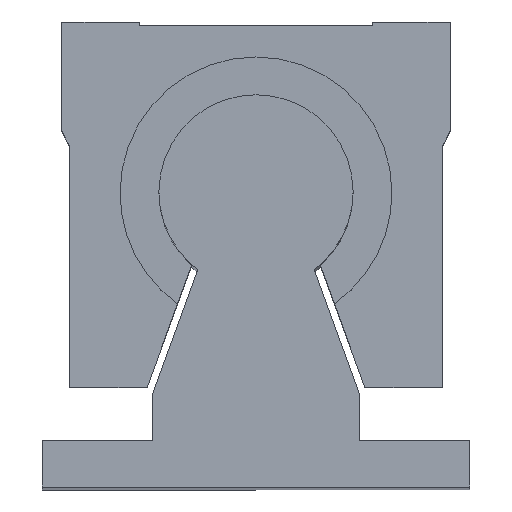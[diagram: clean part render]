
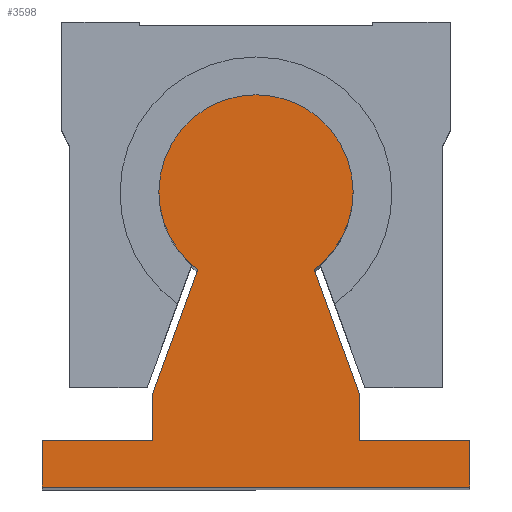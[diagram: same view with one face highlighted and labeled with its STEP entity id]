
A CAD part, top view. The second image highlights one B-rep face of the part: STEP entity #3598.
In plain terms, the highlighted planar face has unit normal (0, 0, 1).
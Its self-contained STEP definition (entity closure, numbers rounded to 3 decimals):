
#155 = EDGE_CURVE ( 'NONE', #2955, #1105, #11179, .T. ) ;
#188 = CARTESIAN_POINT ( 'NONE',  ( 27.5, -59.5, 110. ) ) ;
#387 = CARTESIAN_POINT ( 'NONE',  ( -7.481, -31.514, 110. ) ) ;
#579 = DIRECTION ( 'NONE',  ( 0., 0., 1. ) ) ;
#917 = CARTESIAN_POINT ( 'NONE',  ( 7.481, -31.514, 110. ) ) ;
#958 = ORIENTED_EDGE ( 'NONE', *, *, #1337, .T. ) ;
#993 = DIRECTION ( 'NONE',  ( -1., 0., 0. ) ) ;
#1105 = VERTEX_POINT ( 'NONE', #8221 ) ;
#1121 = CARTESIAN_POINT ( 'NONE',  ( 27.5, -59.5, 110. ) ) ;
#1211 = VECTOR ( 'NONE', #5092, 1000. ) ;
#1337 = EDGE_CURVE ( 'NONE', #8692, #2475, #11976, .T. ) ;
#1382 = LINE ( 'NONE', #8779, #11851 ) ;
#1575 = CIRCLE ( 'NONE', #8247, 12.5 ) ;
#2123 = ORIENTED_EDGE ( 'NONE', *, *, #13997, .T. ) ;
#2134 = CARTESIAN_POINT ( 'NONE',  ( -27.5, -53.5, 110. ) ) ;
#2141 = LINE ( 'NONE', #917, #14430 ) ;
#2180 = VERTEX_POINT ( 'NONE', #10589 ) ;
#2301 = VERTEX_POINT ( 'NONE', #11943 ) ;
#2475 = VERTEX_POINT ( 'NONE', #3119 ) ;
#2744 = VERTEX_POINT ( 'NONE', #14081 ) ;
#2955 = VERTEX_POINT ( 'NONE', #5557 ) ;
#3022 = VERTEX_POINT ( 'NONE', #15115 ) ;
#3119 = CARTESIAN_POINT ( 'NONE',  ( -7.481, -31.514, 110. ) ) ;
#3336 = DIRECTION ( 'NONE',  ( 0., 0., 1. ) ) ;
#3514 = ORIENTED_EDGE ( 'NONE', *, *, #10858, .T. ) ;
#3598 = ADVANCED_FACE ( 'NONE', ( #8003 ), #8156, .F. ) ;
#3923 = CARTESIAN_POINT ( 'NONE',  ( -12.5, -21.5, 110. ) ) ;
#4005 = DIRECTION ( 'NONE',  ( -0.342, -0.94, 0. ) ) ;
#4033 = DIRECTION ( 'NONE',  ( -1., 0., 0. ) ) ;
#4320 = EDGE_CURVE ( 'NONE', #10120, #2955, #11393, .T. ) ;
#4504 = ORIENTED_EDGE ( 'NONE', *, *, #5433, .T. ) ;
#4859 = VECTOR ( 'NONE', #11670, 1000. ) ;
#4991 = ORIENTED_EDGE ( 'NONE', *, *, #14676, .T. ) ;
#5092 = DIRECTION ( 'NONE',  ( 1., 0., 0. ) ) ;
#5345 = LINE ( 'NONE', #9046, #4859 ) ;
#5433 = EDGE_CURVE ( 'NONE', #2475, #2180, #14920, .T. ) ;
#5455 = VERTEX_POINT ( 'NONE', #12746 ) ;
#5468 = ORIENTED_EDGE ( 'NONE', *, *, #4320, .T. ) ;
#5557 = CARTESIAN_POINT ( 'NONE',  ( -27.5, -59.5, 110. ) ) ;
#5565 = CARTESIAN_POINT ( 'NONE',  ( 13.3, -53.5, 110. ) ) ;
#5621 = AXIS2_PLACEMENT_3D ( 'NONE', #14142, #579, #12859 ) ;
#5696 = CARTESIAN_POINT ( 'NONE',  ( -13.3, -53.5, 110. ) ) ;
#5741 = CARTESIAN_POINT ( 'NONE',  ( 7.481, -31.514, 110. ) ) ;
#5912 = VECTOR ( 'NONE', #14464, 1000. ) ;
#6448 = LINE ( 'NONE', #5696, #7262 ) ;
#6948 = EDGE_CURVE ( 'NONE', #1105, #2301, #10750, .T. ) ;
#7069 = VERTEX_POINT ( 'NONE', #15244 ) ;
#7131 = ORIENTED_EDGE ( 'NONE', *, *, #6948, .T. ) ;
#7262 = VECTOR ( 'NONE', #14119, 1000. ) ;
#8003 = FACE_OUTER_BOUND ( 'NONE', #9612, .T. ) ;
#8156 = PLANE ( 'NONE',  #10529 ) ;
#8221 = CARTESIAN_POINT ( 'NONE',  ( 27.5, -59.5, 110. ) ) ;
#8247 = AXIS2_PLACEMENT_3D ( 'NONE', #12379, #14949, #4033 ) ;
#8360 = ORIENTED_EDGE ( 'NONE', *, *, #8527, .T. ) ;
#8409 = AXIS2_PLACEMENT_3D ( 'NONE', #9435, #3336, #993 ) ;
#8527 = EDGE_CURVE ( 'NONE', #2744, #7069, #9573, .T. ) ;
#8692 = VERTEX_POINT ( 'NONE', #3923 ) ;
#8779 = CARTESIAN_POINT ( 'NONE',  ( -27.5, -53.5, 110. ) ) ;
#9006 = EDGE_CURVE ( 'NONE', #5455, #8692, #15104, .T. ) ;
#9046 = CARTESIAN_POINT ( 'NONE',  ( 27.5, -53.5, 110. ) ) ;
#9089 = DIRECTION ( 'NONE',  ( 0., -1., 0. ) ) ;
#9435 = CARTESIAN_POINT ( 'NONE',  ( 0., -21.5, 110. ) ) ;
#9470 = VECTOR ( 'NONE', #9089, 1000. ) ;
#9573 = LINE ( 'NONE', #5565, #5912 ) ;
#9612 = EDGE_LOOP ( 'NONE', ( #3514, #13530, #958, #4504, #9771, #2123, #5468, #11779, #7131, #14062, #8360, #4991 ) ) ;
#9703 = DIRECTION ( 'NONE',  ( 0., 1., 0. ) ) ;
#9771 = ORIENTED_EDGE ( 'NONE', *, *, #14078, .T. ) ;
#10004 = EDGE_CURVE ( 'NONE', #2301, #2744, #5345, .T. ) ;
#10035 = CARTESIAN_POINT ( 'NONE',  ( -27.5, -59.5, 110. ) ) ;
#10120 = VERTEX_POINT ( 'NONE', #2134 ) ;
#10529 = AXIS2_PLACEMENT_3D ( 'NONE', #10554, #15450, #14168 ) ;
#10554 = CARTESIAN_POINT ( 'NONE',  ( 0., -21.5, 110. ) ) ;
#10589 = CARTESIAN_POINT ( 'NONE',  ( -13.3, -47.5, 110. ) ) ;
#10715 = DIRECTION ( 'NONE',  ( -0.342, 0.94, 0. ) ) ;
#10750 = LINE ( 'NONE', #1121, #12014 ) ;
#10858 = EDGE_CURVE ( 'NONE', #12848, #5455, #1575, .T. ) ;
#11179 = LINE ( 'NONE', #188, #1211 ) ;
#11393 = LINE ( 'NONE', #10035, #9470 ) ;
#11670 = DIRECTION ( 'NONE',  ( -1., 0., 0. ) ) ;
#11779 = ORIENTED_EDGE ( 'NONE', *, *, #155, .T. ) ;
#11851 = VECTOR ( 'NONE', #13657, 1000. ) ;
#11943 = CARTESIAN_POINT ( 'NONE',  ( 27.5, -53.5, 110. ) ) ;
#11976 = CIRCLE ( 'NONE', #8409, 12.5 ) ;
#12014 = VECTOR ( 'NONE', #9703, 1000. ) ;
#12379 = CARTESIAN_POINT ( 'NONE',  ( 0., -21.5, 110. ) ) ;
#12746 = CARTESIAN_POINT ( 'NONE',  ( 12.5, -21.5, 110. ) ) ;
#12848 = VERTEX_POINT ( 'NONE', #5741 ) ;
#12859 = DIRECTION ( 'NONE',  ( -1., 0., 0. ) ) ;
#13285 = VECTOR ( 'NONE', #4005, 1000. ) ;
#13530 = ORIENTED_EDGE ( 'NONE', *, *, #9006, .T. ) ;
#13657 = DIRECTION ( 'NONE',  ( -1., 0., 0. ) ) ;
#13997 = EDGE_CURVE ( 'NONE', #3022, #10120, #1382, .T. ) ;
#14062 = ORIENTED_EDGE ( 'NONE', *, *, #10004, .T. ) ;
#14078 = EDGE_CURVE ( 'NONE', #2180, #3022, #6448, .T. ) ;
#14081 = CARTESIAN_POINT ( 'NONE',  ( 13.3, -53.5, 110. ) ) ;
#14119 = DIRECTION ( 'NONE',  ( 0., -1., 0. ) ) ;
#14142 = CARTESIAN_POINT ( 'NONE',  ( 0., -21.5, 110. ) ) ;
#14168 = DIRECTION ( 'NONE',  ( -1., 0., 0. ) ) ;
#14430 = VECTOR ( 'NONE', #10715, 1000. ) ;
#14464 = DIRECTION ( 'NONE',  ( 0., 1., 0. ) ) ;
#14676 = EDGE_CURVE ( 'NONE', #7069, #12848, #2141, .T. ) ;
#14920 = LINE ( 'NONE', #387, #13285 ) ;
#14949 = DIRECTION ( 'NONE',  ( 0., 0., 1. ) ) ;
#15104 = CIRCLE ( 'NONE', #5621, 12.5 ) ;
#15115 = CARTESIAN_POINT ( 'NONE',  ( -13.3, -53.5, 110. ) ) ;
#15244 = CARTESIAN_POINT ( 'NONE',  ( 13.3, -47.5, 110. ) ) ;
#15450 = DIRECTION ( 'NONE',  ( 0., 0., -1. ) ) ;
